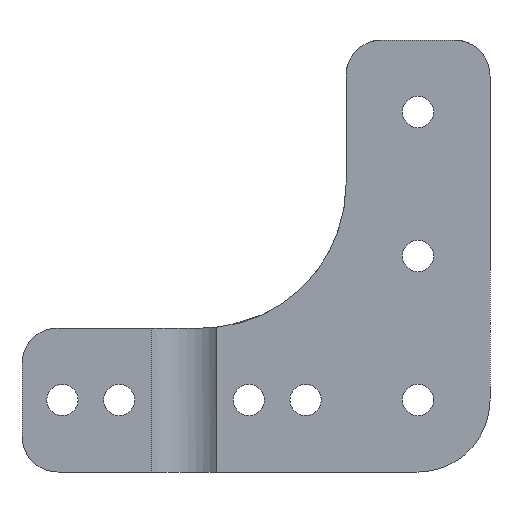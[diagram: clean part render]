
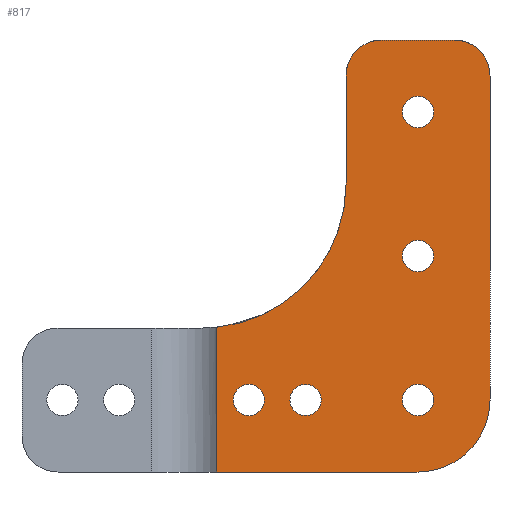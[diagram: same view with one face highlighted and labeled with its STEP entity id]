
A CAD part, front view. The second image highlights one B-rep face of the part: STEP entity #817.
In plain terms, the highlighted planar face has unit normal (0, -1, 0).
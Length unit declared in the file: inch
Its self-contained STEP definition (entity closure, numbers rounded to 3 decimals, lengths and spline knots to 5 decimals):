
#22=FACE_BOUND('',#146,.T.);
#23=FACE_BOUND('',#147,.T.);
#24=FACE_BOUND('',#148,.T.);
#25=FACE_BOUND('',#149,.T.);
#26=FACE_BOUND('',#150,.T.);
#56=PLANE('',#923);
#97=FACE_OUTER_BOUND('',#145,.T.);
#145=EDGE_LOOP('',(#729,#730,#731,#732,#733,#734,#735,#736,#737));
#146=EDGE_LOOP('',(#738));
#147=EDGE_LOOP('',(#739));
#148=EDGE_LOOP('',(#740));
#149=EDGE_LOOP('',(#741));
#150=EDGE_LOOP('',(#742));
#159=LINE('',#1179,#226);
#192=LINE('',#1347,#259);
#195=LINE('',#1355,#262);
#219=LINE('',#1463,#286);
#220=LINE('',#1465,#287);
#226=VECTOR('',#940,0.3937);
#259=VECTOR('',#1031,0.3937);
#262=VECTOR('',#1040,0.3937);
#286=VECTOR('',#1154,0.3937);
#287=VECTOR('',#1157,0.3937);
#304=CIRCLE('',#873,0.25);
#305=CIRCLE('',#876,0.25);
#308=CIRCLE('',#885,1.);
#309=CIRCLE('',#887,0.5);
#311=CIRCLE('',#890,0.10827);
#313=CIRCLE('',#893,0.10827);
#315=CIRCLE('',#896,0.10827);
#325=CIRCLE('',#918,0.10827);
#326=CIRCLE('',#920,0.10827);
#333=VERTEX_POINT('',#1176);
#334=VERTEX_POINT('',#1178);
#375=VERTEX_POINT('',#1341);
#376=VERTEX_POINT('',#1345);
#377=VERTEX_POINT('',#1349);
#378=VERTEX_POINT('',#1353);
#384=VERTEX_POINT('',#1375);
#385=VERTEX_POINT('',#1390);
#387=VERTEX_POINT('',#1396);
#389=VERTEX_POINT('',#1402);
#391=VERTEX_POINT('',#1408);
#402=VERTEX_POINT('',#1451);
#403=VERTEX_POINT('',#1455);
#405=VERTEX_POINT('',#1461);
#412=EDGE_CURVE('',#333,#334,#159,.T.);
#466=EDGE_CURVE('',#375,#333,#304,.T.);
#469=EDGE_CURVE('',#376,#375,#192,.T.);
#470=EDGE_CURVE('',#377,#376,#305,.T.);
#473=EDGE_CURVE('',#378,#377,#195,.T.);
#484=EDGE_CURVE('',#378,#384,#308,.F.);
#485=EDGE_CURVE('',#334,#385,#309,.T.);
#489=EDGE_CURVE('',#387,#387,#311,.T.);
#492=EDGE_CURVE('',#389,#389,#313,.T.);
#495=EDGE_CURVE('',#391,#391,#315,.T.);
#515=EDGE_CURVE('',#402,#402,#325,.T.);
#517=EDGE_CURVE('',#403,#403,#326,.T.);
#520=EDGE_CURVE('',#384,#405,#219,.T.);
#521=EDGE_CURVE('',#385,#405,#220,.T.);
#729=ORIENTED_EDGE('',*,*,#466,.F.);
#730=ORIENTED_EDGE('',*,*,#469,.F.);
#731=ORIENTED_EDGE('',*,*,#470,.F.);
#732=ORIENTED_EDGE('',*,*,#473,.F.);
#733=ORIENTED_EDGE('',*,*,#484,.T.);
#734=ORIENTED_EDGE('',*,*,#520,.T.);
#735=ORIENTED_EDGE('',*,*,#521,.F.);
#736=ORIENTED_EDGE('',*,*,#485,.F.);
#737=ORIENTED_EDGE('',*,*,#412,.F.);
#738=ORIENTED_EDGE('',*,*,#489,.T.);
#739=ORIENTED_EDGE('',*,*,#492,.T.);
#740=ORIENTED_EDGE('',*,*,#495,.T.);
#741=ORIENTED_EDGE('',*,*,#515,.T.);
#742=ORIENTED_EDGE('',*,*,#517,.T.);
#817=ADVANCED_FACE('',(#97,#22,#23,#24,#25,#26),#56,.T.);
#873=AXIS2_PLACEMENT_3D('',#1342,#1025,#1026);
#876=AXIS2_PLACEMENT_3D('',#1350,#1034,#1035);
#885=AXIS2_PLACEMENT_3D('',#1388,#1062,#1063);
#887=AXIS2_PLACEMENT_3D('',#1391,#1066,#1067);
#890=AXIS2_PLACEMENT_3D('',#1398,#1074,#1075);
#893=AXIS2_PLACEMENT_3D('',#1404,#1081,#1082);
#896=AXIS2_PLACEMENT_3D('',#1410,#1088,#1089);
#918=AXIS2_PLACEMENT_3D('',#1453,#1142,#1143);
#920=AXIS2_PLACEMENT_3D('',#1457,#1147,#1148);
#923=AXIS2_PLACEMENT_3D('',#1464,#1155,#1156);
#940=DIRECTION('',(0.,0.,-1.));
#1025=DIRECTION('center_axis',(0.,1.,0.));
#1026=DIRECTION('ref_axis',(0.707,0.,0.707));
#1031=DIRECTION('',(1.,0.,0.));
#1034=DIRECTION('center_axis',(0.,1.,0.));
#1035=DIRECTION('ref_axis',(-0.707,0.,0.707));
#1040=DIRECTION('',(0.,0.,1.));
#1062=DIRECTION('center_axis',(0.,-1.,0.));
#1063=DIRECTION('ref_axis',(0.707,0.,-0.707));
#1066=DIRECTION('center_axis',(0.,1.,0.));
#1067=DIRECTION('ref_axis',(0.707,0.,-0.707));
#1074=DIRECTION('center_axis',(0.,1.,0.));
#1075=DIRECTION('ref_axis',(1.,0.,0.));
#1081=DIRECTION('center_axis',(0.,1.,0.));
#1082=DIRECTION('ref_axis',(1.,0.,0.));
#1088=DIRECTION('center_axis',(0.,1.,0.));
#1089=DIRECTION('ref_axis',(1.,0.,0.));
#1142=DIRECTION('center_axis',(0.,1.,0.));
#1143=DIRECTION('ref_axis',(1.,0.,0.));
#1147=DIRECTION('center_axis',(0.,1.,0.));
#1148=DIRECTION('ref_axis',(1.,0.,0.));
#1154=DIRECTION('',(0.,0.,-1.));
#1155=DIRECTION('center_axis',(0.,-1.,0.));
#1156=DIRECTION('ref_axis',(-1.,0.,0.));
#1157=DIRECTION('',(-1.,0.,0.));
#1176=CARTESIAN_POINT('',(2.125,-0.21992,1.75));
#1178=CARTESIAN_POINT('',(2.125,-0.21992,-0.5));
#1179=CARTESIAN_POINT('',(2.125,-0.21992,-0.25));
#1341=CARTESIAN_POINT('',(1.875,-0.21992,2.));
#1342=CARTESIAN_POINT('Origin',(1.875,-0.21992,1.75));
#1345=CARTESIAN_POINT('',(1.375,-0.21992,2.));
#1347=CARTESIAN_POINT('',(1.875,-0.21992,2.));
#1349=CARTESIAN_POINT('',(1.125,-0.21992,1.75));
#1350=CARTESIAN_POINT('Origin',(1.375,-0.21992,1.75));
#1353=CARTESIAN_POINT('',(1.125,-0.21992,1.));
#1355=CARTESIAN_POINT('',(1.125,-0.21992,1.25));
#1375=CARTESIAN_POINT('',(0.229,-0.21992,0.00542));
#1388=CARTESIAN_POINT('Origin',(0.125,-0.21992,1.));
#1390=CARTESIAN_POINT('',(1.625,-0.21992,-1.));
#1391=CARTESIAN_POINT('Origin',(1.625,-0.21992,-0.5));
#1396=CARTESIAN_POINT('',(1.51673,-0.21992,-0.5));
#1398=CARTESIAN_POINT('Origin',(1.625,-0.21992,-0.5));
#1402=CARTESIAN_POINT('',(1.51673,-0.21992,0.5));
#1404=CARTESIAN_POINT('Origin',(1.625,-0.21992,0.5));
#1408=CARTESIAN_POINT('',(1.51673,-0.21992,1.5));
#1410=CARTESIAN_POINT('Origin',(1.625,-0.21992,1.5));
#1451=CARTESIAN_POINT('',(0.34231,-0.21992,-0.5));
#1453=CARTESIAN_POINT('Origin',(0.45058,-0.21992,-0.5));
#1455=CARTESIAN_POINT('',(0.73601,-0.21992,-0.5));
#1457=CARTESIAN_POINT('Origin',(0.84428,-0.21992,-0.5));
#1461=CARTESIAN_POINT('',(0.229,-0.21992,-1.));
#1463=CARTESIAN_POINT('',(0.229,-0.21992,0.));
#1464=CARTESIAN_POINT('Origin',(1.125,-0.21992,0.));
#1465=CARTESIAN_POINT('',(1.375,-0.21992,-1.));
